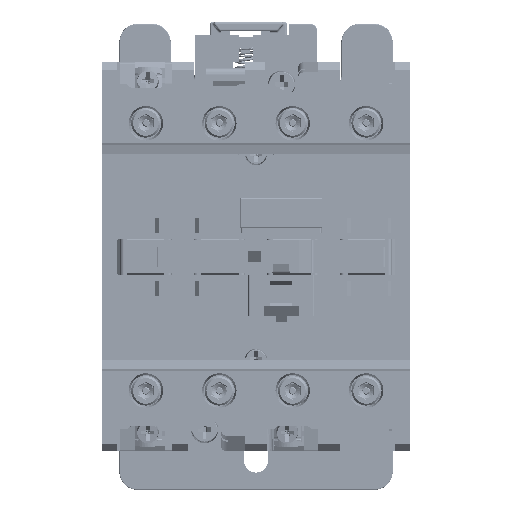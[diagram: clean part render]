
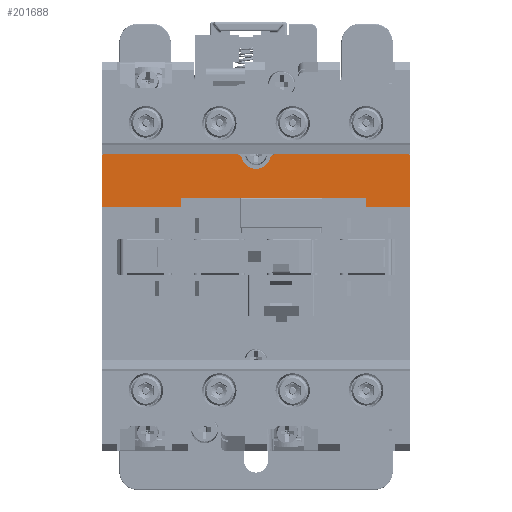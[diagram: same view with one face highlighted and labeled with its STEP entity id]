
A CAD part, front view. The second image highlights one B-rep face of the part: STEP entity #201688.
In plain terms, the highlighted planar face has unit normal (0, -1, 0).
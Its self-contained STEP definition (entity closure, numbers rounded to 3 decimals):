
#30516=CARTESIAN_POINT('',(41.5,-32.,27.5));
#30517=DIRECTION('',(0.,-1.,0.));
#30518=DIRECTION('',(1.,0.,0.));
#30519=AXIS2_PLACEMENT_3D('',#30516,#30517,#30518);
#30529=CARTESIAN_POINT('',(-5.292,-32.,26.5));
#30530=DIRECTION('',(0.,-1.,0.));
#30531=DIRECTION('',(0.962,0.,0.273));
#30532=AXIS2_PLACEMENT_3D('',#30529,#30530,#30531);
#30534=CARTESIAN_POINT('',(0.,-32.,28.));
#30535=DIRECTION('',(0.,-1.,0.));
#30536=DIRECTION('',(-0.962,0.,-0.273));
#30537=AXIS2_PLACEMENT_3D('',#30534,#30535,#30536);
#30539=CARTESIAN_POINT('',(5.292,-32.,26.5));
#30540=DIRECTION('',(0.,-1.,0.));
#30541=DIRECTION('',(0.,0.,1.));
#30542=AXIS2_PLACEMENT_3D('',#30539,#30540,#30541);
#30544=DIRECTION('',(1.,0.,0.));
#30545=VECTOR('',#30544,36.208);
#30546=CARTESIAN_POINT('',(5.292,-32.,28.));
#30547=LINE('',#30546,#30545);
#30548=DIRECTION('',(0.,0.,1.));
#30549=VECTOR('',#30548,15.5);
#30550=CARTESIAN_POINT('',(42.,-32.,12.));
#30551=LINE('',#30550,#30549);
#30552=DIRECTION('',(1.,0.,0.));
#30553=VECTOR('',#30552,12.);
#30554=CARTESIAN_POINT('',(30.,-32.,12.));
#30555=LINE('',#30554,#30553);
#30556=DIRECTION('',(0.,0.,1.));
#30557=VECTOR('',#30556,4.);
#30558=CARTESIAN_POINT('',(30.,-32.,12.));
#30559=LINE('',#30558,#30557);
#30560=DIRECTION('',(-1.,0.,0.));
#30561=VECTOR('',#30560,50.5);
#30562=CARTESIAN_POINT('',(30.,-32.,16.));
#30563=LINE('',#30562,#30561);
#30564=DIRECTION('',(0.,0.,-1.));
#30565=VECTOR('',#30564,4.);
#30566=CARTESIAN_POINT('',(-20.5,-32.,16.));
#30567=LINE('',#30566,#30565);
#30568=DIRECTION('',(1.,0.,0.));
#30569=VECTOR('',#30568,21.5);
#30570=CARTESIAN_POINT('',(-42.,-32.,12.));
#30571=LINE('',#30570,#30569);
#30572=DIRECTION('',(0.,0.,-1.));
#30573=VECTOR('',#30572,15.5);
#30574=CARTESIAN_POINT('',(-42.,-32.,27.5));
#30575=LINE('',#30574,#30573);
#30576=DIRECTION('',(1.,0.,0.));
#30577=VECTOR('',#30576,36.208);
#30578=CARTESIAN_POINT('',(-41.5,-32.,28.));
#30579=LINE('',#30578,#30577);
#87941=CARTESIAN_POINT('',(-41.5,-32.,27.5));
#87942=DIRECTION('',(0.,-1.,0.));
#87943=DIRECTION('',(0.,0.,1.));
#87944=AXIS2_PLACEMENT_3D('',#87941,#87942,#87943);
#151402=CARTESIAN_POINT('',(42.,-32.,12.));
#151404=VERTEX_POINT('',#151402);
#151410=CARTESIAN_POINT('',(-42.,-32.,12.));
#151412=VERTEX_POINT('',#151410);
#151417=CARTESIAN_POINT('',(30.,-32.,12.));
#151418=CARTESIAN_POINT('',(30.,-32.,16.));
#151419=VERTEX_POINT('',#151417);
#151420=VERTEX_POINT('',#151418);
#151421=CARTESIAN_POINT('',(-20.5,-32.,16.));
#151422=VERTEX_POINT('',#151421);
#151423=CARTESIAN_POINT('',(-20.5,-32.,12.));
#151424=VERTEX_POINT('',#151423);
#151489=CARTESIAN_POINT('',(-3.848,-32.,26.909));
#151490=CARTESIAN_POINT('',(3.848,-32.,26.909));
#151491=VERTEX_POINT('',#151489);
#151492=VERTEX_POINT('',#151490);
#152769=CARTESIAN_POINT('',(-42.,-32.,27.5));
#152770=VERTEX_POINT('',#152769);
#152775=CARTESIAN_POINT('',(42.,-32.,27.5));
#152776=VERTEX_POINT('',#152775);
#154181=CARTESIAN_POINT('',(-41.5,-32.,28.));
#154182=CARTESIAN_POINT('',(-5.292,-32.,28.));
#154183=VERTEX_POINT('',#154181);
#154184=VERTEX_POINT('',#154182);
#154185=CARTESIAN_POINT('',(5.292,-32.,28.));
#154186=CARTESIAN_POINT('',(41.5,-32.,28.));
#154187=VERTEX_POINT('',#154185);
#154188=VERTEX_POINT('',#154186);
#201658=CARTESIAN_POINT('',(0.,-32.,0.));
#201659=DIRECTION('',(0.,-1.,0.));
#201660=DIRECTION('',(1.,0.,0.));
#201661=AXIS2_PLACEMENT_3D('',#201658,#201659,#201660);
#201662=PLANE('',#201661);
#201664=ORIENTED_EDGE('',*,*,#201663,.F.);
#201666=ORIENTED_EDGE('',*,*,#201665,.T.);
#201668=ORIENTED_EDGE('',*,*,#201667,.F.);
#201669=ORIENTED_EDGE('',*,*,#201644,.T.);
#201670=ORIENTED_EDGE('',*,*,#201598,.F.);
#201671=ORIENTED_EDGE('',*,*,#170914,.F.);
#201673=ORIENTED_EDGE('',*,*,#201672,.F.);
#201675=ORIENTED_EDGE('',*,*,#201674,.T.);
#201677=ORIENTED_EDGE('',*,*,#201676,.T.);
#201679=ORIENTED_EDGE('',*,*,#201678,.T.);
#201681=ORIENTED_EDGE('',*,*,#201680,.F.);
#201682=ORIENTED_EDGE('',*,*,#159780,.F.);
#201684=ORIENTED_EDGE('',*,*,#201683,.F.);
#201685=ORIENTED_EDGE('',*,*,#201635,.T.);
#201686=EDGE_LOOP('',(#201664,#201666,#201668,#201669,#201670,#201671,#201673,
#201675,#201677,#201679,#201681,#201682,#201684,#201685));
#201687=FACE_OUTER_BOUND('',#201686,.F.);
#201688=ADVANCED_FACE('',(#201687),#201662,.T.);
#30520=CIRCLE('',#30519,0.5);
#30533=CIRCLE('',#30532,1.5);
#30538=CIRCLE('',#30537,4.);
#30543=CIRCLE('',#30542,1.5);
#87945=CIRCLE('',#87944,0.5);
#159780=EDGE_CURVE('',#152770,#151412,#30575,.T.);
#170914=EDGE_CURVE('',#151404,#152776,#30551,.T.);
#201598=EDGE_CURVE('',#152776,#154188,#30520,.T.);
#201635=EDGE_CURVE('',#154183,#154184,#30579,.T.);
#201644=EDGE_CURVE('',#154187,#154188,#30547,.T.);
#201663=EDGE_CURVE('',#151491,#154184,#30533,.T.);
#201665=EDGE_CURVE('',#151491,#151492,#30538,.T.);
#201667=EDGE_CURVE('',#154187,#151492,#30543,.T.);
#201672=EDGE_CURVE('',#151419,#151404,#30555,.T.);
#201674=EDGE_CURVE('',#151419,#151420,#30559,.T.);
#201676=EDGE_CURVE('',#151420,#151422,#30563,.T.);
#201678=EDGE_CURVE('',#151422,#151424,#30567,.T.);
#201680=EDGE_CURVE('',#151412,#151424,#30571,.T.);
#201683=EDGE_CURVE('',#154183,#152770,#87945,.T.);
